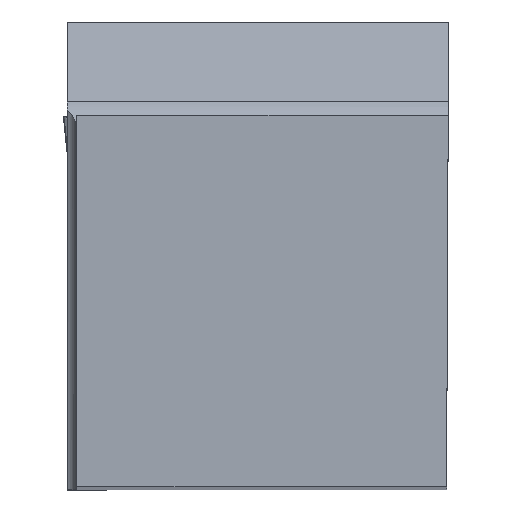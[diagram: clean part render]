
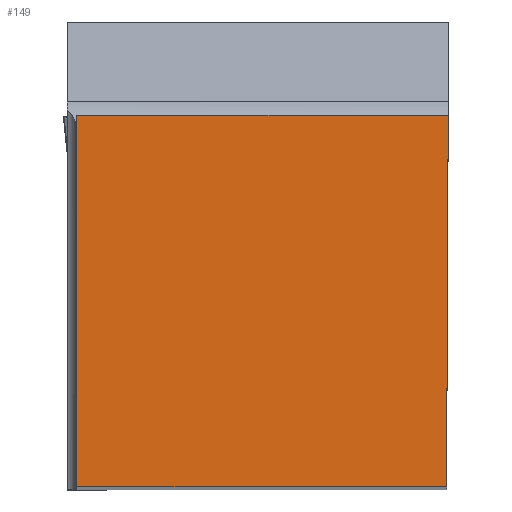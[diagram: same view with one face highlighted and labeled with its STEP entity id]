
A CAD part, top view. The second image highlights one B-rep face of the part: STEP entity #149.
In plain terms, the highlighted planar face has unit normal (0, 0, 1).
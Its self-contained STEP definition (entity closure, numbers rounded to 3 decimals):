
#149=ADVANCED_FACE('CU_BACK_SU1',(#261),#209,.F.);
#209=PLANE('',#1418);
#261=FACE_OUTER_BOUND('',#324,.T.);
#324=EDGE_LOOP('',(#520,#521,#522,#523));
#520=ORIENTED_EDGE('',*,*,#906,.T.);
#521=ORIENTED_EDGE('',*,*,#919,.T.);
#522=ORIENTED_EDGE('',*,*,#922,.T.);
#523=ORIENTED_EDGE('',*,*,#946,.F.);
#784=VERTEX_POINT('',#1906);
#785=VERTEX_POINT('',#1908);
#793=VERTEX_POINT('',#1929);
#795=VERTEX_POINT('',#1935);
#906=EDGE_CURVE('',#785,#784,#1076,.T.);
#919=EDGE_CURVE('',#784,#793,#1085,.T.);
#922=EDGE_CURVE('',#793,#795,#1088,.T.);
#946=EDGE_CURVE('',#785,#795,#1110,.T.);
#1076=LINE('',#1907,#1220);
#1085=LINE('',#1930,#1229);
#1088=LINE('',#1936,#1232);
#1110=LINE('',#2010,#1254);
#1220=VECTOR('',#1548,1.);
#1229=VECTOR('',#1567,1.);
#1232=VECTOR('',#1572,1.);
#1254=VECTOR('',#1620,1.);
#1418=AXIS2_PLACEMENT_3D('',#2011,#1621,#1622);
#1548=DIRECTION('',(1.,0.,0.));
#1567=DIRECTION('',(0.004,1.,0.));
#1572=DIRECTION('',(-1.,0.,0.));
#1620=DIRECTION('',(0.,1.,0.));
#1621=DIRECTION('',(0.,0.,-1.));
#1622=DIRECTION('',(0.,-1.,0.));
#1906=CARTESIAN_POINT('',(-0.139,0.,0.));
#1907=CARTESIAN_POINT('',(23.593,0.,0.));
#1908=CARTESIAN_POINT('',(-31.85,0.,0.));
#1929=CARTESIAN_POINT('',(0.,31.85,0.));
#1930=CARTESIAN_POINT('',(0.088,51.953,0.));
#1935=CARTESIAN_POINT('',(-31.85,31.85,0.));
#1936=CARTESIAN_POINT('',(23.593,31.85,0.));
#2010=CARTESIAN_POINT('',(-31.85,51.85,0.));
#2011=CARTESIAN_POINT('',(23.593,51.85,0.));
